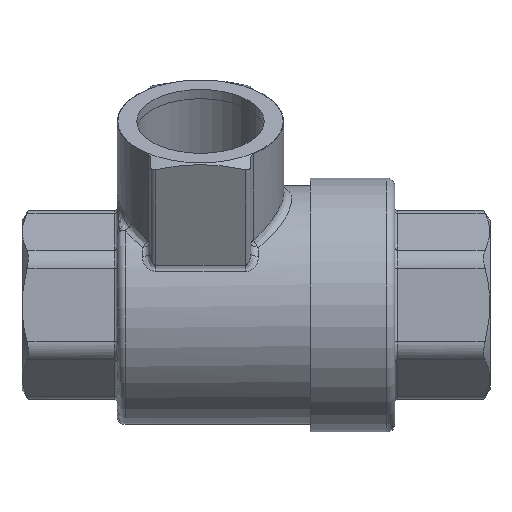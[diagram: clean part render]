
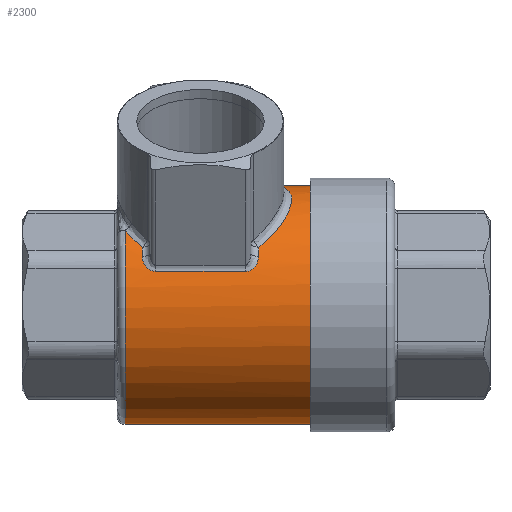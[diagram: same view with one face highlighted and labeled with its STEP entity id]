
A CAD part, left-side view. The second image highlights one B-rep face of the part: STEP entity #2300.
In plain terms, the highlighted cylindrical face has radius 22.6 mm (diameter 45.2 mm), a full revolution.
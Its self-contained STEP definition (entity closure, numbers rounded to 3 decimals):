
#85=LINE('',#3096,#153);
#86=LINE('',#3129,#154);
#153=VECTOR('',#2627,1000.);
#154=VECTOR('',#2634,1000.);
#221=B_SPLINE_CURVE_WITH_KNOTS('',3,(#3074,#3075,#3076,#3077,#3078,#3079,
#3080,#3081,#3082,#3083,#3084),.UNSPECIFIED.,.F.,.F.,(4,1,1,1,1,1,1,1,4),
(0.002,0.006,0.01,0.013,
0.017,0.019,0.021,0.025,
0.032),.UNSPECIFIED.);
#222=B_SPLINE_CURVE_WITH_KNOTS('',3,(#3089,#3090,#3091,#3092,#3093,#3094),
 .UNSPECIFIED.,.F.,.F.,(4,1,1,4),(0.,0.002,0.003,
0.004),.UNSPECIFIED.);
#223=B_SPLINE_CURVE_WITH_KNOTS('',3,(#3098,#3099,#3100,#3101,#3102,#3103),
 .UNSPECIFIED.,.F.,.F.,(4,1,1,4),(0.,0.001,0.002,
0.004),.UNSPECIFIED.);
#224=B_SPLINE_CURVE_WITH_KNOTS('',3,(#3107,#3108,#3109,#3110),
 .UNSPECIFIED.,.F.,.F.,(4,4),(0.002,0.007),
 .UNSPECIFIED.);
#225=B_SPLINE_CURVE_WITH_KNOTS('',3,(#3114,#3115,#3116,#3117),
 .UNSPECIFIED.,.F.,.F.,(4,4),(0.,0.005),.UNSPECIFIED.);
#226=B_SPLINE_CURVE_WITH_KNOTS('',3,(#3121,#3122,#3123,#3124,#3125,#3126,
#3127),.UNSPECIFIED.,.F.,.F.,(4,1,1,1,4),(0.,0.001,0.002,
0.003,0.005),.UNSPECIFIED.);
#227=B_SPLINE_CURVE_WITH_KNOTS('',3,(#3131,#3132,#3133,#3134,#3135,#3136),
 .UNSPECIFIED.,.F.,.F.,(4,1,1,4),(0.,0.001,0.002,
0.005),.UNSPECIFIED.);
#297=ORIENTED_EDGE('',*,*,#765,.T.);
#298=ORIENTED_EDGE('',*,*,#766,.T.);
#299=ORIENTED_EDGE('',*,*,#767,.T.);
#300=ORIENTED_EDGE('',*,*,#768,.T.);
#301=ORIENTED_EDGE('',*,*,#769,.T.);
#302=ORIENTED_EDGE('',*,*,#770,.T.);
#303=ORIENTED_EDGE('',*,*,#771,.T.);
#304=ORIENTED_EDGE('',*,*,#772,.T.);
#305=ORIENTED_EDGE('',*,*,#773,.T.);
#306=ORIENTED_EDGE('',*,*,#774,.T.);
#307=ORIENTED_EDGE('',*,*,#775,.T.);
#308=ORIENTED_EDGE('',*,*,#776,.T.);
#309=ORIENTED_EDGE('',*,*,#777,.T.);
#310=ORIENTED_EDGE('',*,*,#778,.T.);
#311=ORIENTED_EDGE('',*,*,#779,.T.);
#765=EDGE_CURVE('',#999,#1000,#221,.T.);
#766=EDGE_CURVE('',#1000,#1001,#1144,.F.);
#767=EDGE_CURVE('',#1001,#1002,#222,.T.);
#768=EDGE_CURVE('',#1002,#1003,#85,.F.);
#769=EDGE_CURVE('',#1003,#1004,#223,.T.);
#770=EDGE_CURVE('',#1004,#1005,#1145,.F.);
#771=EDGE_CURVE('',#1005,#1006,#224,.T.);
#772=EDGE_CURVE('',#1006,#1007,#1146,.F.);
#773=EDGE_CURVE('',#1007,#1008,#225,.T.);
#774=EDGE_CURVE('',#1008,#1009,#1147,.F.);
#775=EDGE_CURVE('',#1009,#1010,#226,.T.);
#776=EDGE_CURVE('',#1010,#1011,#86,.T.);
#777=EDGE_CURVE('',#1011,#1012,#227,.T.);
#778=EDGE_CURVE('',#1012,#999,#1148,.F.);
#779=EDGE_CURVE('',#1013,#1013,#1149,.T.);
#999=VERTEX_POINT('',#3085);
#1000=VERTEX_POINT('',#3086);
#1001=VERTEX_POINT('',#3088);
#1002=VERTEX_POINT('',#3095);
#1003=VERTEX_POINT('',#3097);
#1004=VERTEX_POINT('',#3104);
#1005=VERTEX_POINT('',#3106);
#1006=VERTEX_POINT('',#3111);
#1007=VERTEX_POINT('',#3113);
#1008=VERTEX_POINT('',#3118);
#1009=VERTEX_POINT('',#3120);
#1010=VERTEX_POINT('',#3128);
#1011=VERTEX_POINT('',#3130);
#1012=VERTEX_POINT('',#3137);
#1013=VERTEX_POINT('',#3140);
#1144=CIRCLE('',#2421,22.6);
#1145=CIRCLE('',#2422,22.6);
#1146=CIRCLE('',#2423,22.6);
#1147=CIRCLE('',#2424,22.6);
#1148=CIRCLE('',#2425,22.6);
#1149=CIRCLE('',#2426,22.6);
#1240=EDGE_LOOP('',(#297,#298,#299,#300,#301,#302,#303,#304,#305,#306,#307,
#308,#309,#310));
#1241=EDGE_LOOP('',(#311));
#1367=FACE_BOUND('',#1240,.T.);
#1368=FACE_BOUND('',#1241,.T.);
#1491=CYLINDRICAL_SURFACE('',#2420,22.6);
#2300=ADVANCED_FACE('',(#1367,#1368),#1491,.T.);
#2420=AXIS2_PLACEMENT_3D('',#3073,#2623,#2624);
#2421=AXIS2_PLACEMENT_3D('',#3087,#2625,#2626);
#2422=AXIS2_PLACEMENT_3D('',#3105,#2628,#2629);
#2423=AXIS2_PLACEMENT_3D('',#3112,#2630,#2631);
#2424=AXIS2_PLACEMENT_3D('',#3119,#2632,#2633);
#2425=AXIS2_PLACEMENT_3D('',#3138,#2635,#2636);
#2426=AXIS2_PLACEMENT_3D('',#3139,#2637,#2638);
#2623=DIRECTION('',(0.,-1.,0.));
#2624=DIRECTION('',(0.,0.,-1.));
#2625=DIRECTION('',(0.,1.,0.));
#2626=DIRECTION('',(-1.,0.,0.));
#2627=DIRECTION('',(0.,-1.,0.));
#2628=DIRECTION('',(0.,-1.,0.));
#2629=DIRECTION('',(0.,0.,-1.));
#2630=DIRECTION('',(0.,1.,0.));
#2631=DIRECTION('',(0.,0.,1.));
#2632=DIRECTION('',(0.,-1.,0.));
#2633=DIRECTION('',(0.,0.,-1.));
#2634=DIRECTION('',(0.,-1.,0.));
#2635=DIRECTION('',(0.,1.,0.));
#2636=DIRECTION('',(-1.,0.,0.));
#2637=DIRECTION('',(0.,1.,0.));
#2638=DIRECTION('',(1.,0.,0.));
#3073=CARTESIAN_POINT('',(0.,36.5,0.));
#3074=CARTESIAN_POINT('',(2.329,9.75,22.48));
#3075=CARTESIAN_POINT('',(1.463,8.842,22.569));
#3076=CARTESIAN_POINT('',(-0.398,7.194,22.664));
#3077=CARTESIAN_POINT('',(-3.613,5.19,22.394));
#3078=CARTESIAN_POINT('',(-7.038,3.853,21.582));
#3079=CARTESIAN_POINT('',(-9.966,3.428,20.351));
#3080=CARTESIAN_POINT('',(-12.113,3.56,19.11));
#3081=CARTESIAN_POINT('',(-14.164,4.003,17.687));
#3082=CARTESIAN_POINT('',(-17.234,5.532,14.929));
#3083=CARTESIAN_POINT('',(-18.967,7.894,12.404));
#3084=CARTESIAN_POINT('',(-19.78,9.75,10.932));
#3085=CARTESIAN_POINT('',(2.329,9.75,22.48));
#3086=CARTESIAN_POINT('',(-19.78,9.75,10.932));
#3087=CARTESIAN_POINT('',(0.,9.75,0.));
#3088=CARTESIAN_POINT('',(-20.639,9.75,9.208));
#3089=CARTESIAN_POINT('',(-20.639,9.75,9.208));
#3090=CARTESIAN_POINT('',(-20.937,9.75,8.54));
#3091=CARTESIAN_POINT('',(-21.321,10.09,7.537));
#3092=CARTESIAN_POINT('',(-21.632,11.162,6.553));
#3093=CARTESIAN_POINT('',(-21.692,11.882,6.342));
#3094=CARTESIAN_POINT('',(-21.692,12.25,6.342));
#3095=CARTESIAN_POINT('',(-21.692,12.25,6.342));
#3096=CARTESIAN_POINT('',(-21.692,36.5,6.342));
#3097=CARTESIAN_POINT('',(-21.692,29.25,6.342));
#3098=CARTESIAN_POINT('',(-21.692,29.25,6.342));
#3099=CARTESIAN_POINT('',(-21.692,29.617,6.342));
#3100=CARTESIAN_POINT('',(-21.632,30.333,6.551));
#3101=CARTESIAN_POINT('',(-21.323,31.406,7.529));
#3102=CARTESIAN_POINT('',(-20.937,31.75,8.54));
#3103=CARTESIAN_POINT('',(-20.639,31.75,9.208));
#3104=CARTESIAN_POINT('',(-20.639,31.75,9.208));
#3105=CARTESIAN_POINT('',(0.,31.75,0.));
#3106=CARTESIAN_POINT('',(-19.78,31.75,10.932));
#3107=CARTESIAN_POINT('',(-19.78,31.75,10.932));
#3108=CARTESIAN_POINT('',(-19.245,32.972,11.901));
#3109=CARTESIAN_POINT('',(-18.565,34.07,12.961));
#3110=CARTESIAN_POINT('',(-17.712,35.,14.038));
#3111=CARTESIAN_POINT('',(-17.712,35.,14.038));
#3112=CARTESIAN_POINT('',(0.,35.,0.));
#3113=CARTESIAN_POINT('',(-1.571,35.,22.545));
#3114=CARTESIAN_POINT('',(-1.571,35.,22.545));
#3115=CARTESIAN_POINT('',(-0.137,34.06,22.645));
#3116=CARTESIAN_POINT('',(1.163,32.973,22.601));
#3117=CARTESIAN_POINT('',(2.329,31.75,22.48));
#3118=CARTESIAN_POINT('',(2.329,31.75,22.48));
#3119=CARTESIAN_POINT('',(0.,31.75,0.));
#3120=CARTESIAN_POINT('',(4.359,31.75,22.176));
#3121=CARTESIAN_POINT('',(4.359,31.75,22.176));
#3122=CARTESIAN_POINT('',(4.736,31.75,22.102));
#3123=CARTESIAN_POINT('',(5.478,31.637,21.935));
#3124=CARTESIAN_POINT('',(6.487,31.171,21.657));
#3125=CARTESIAN_POINT('',(7.318,30.386,21.386));
#3126=CARTESIAN_POINT('',(7.576,29.637,21.292));
#3127=CARTESIAN_POINT('',(7.576,29.25,21.292));
#3128=CARTESIAN_POINT('',(7.576,29.25,21.292));
#3129=CARTESIAN_POINT('',(7.576,36.5,21.292));
#3130=CARTESIAN_POINT('',(7.576,12.25,21.292));
#3131=CARTESIAN_POINT('',(7.576,12.25,21.292));
#3132=CARTESIAN_POINT('',(7.576,11.863,21.292));
#3133=CARTESIAN_POINT('',(7.32,11.118,21.385));
#3134=CARTESIAN_POINT('',(6.215,10.072,21.746));
#3135=CARTESIAN_POINT('',(5.113,9.75,22.027));
#3136=CARTESIAN_POINT('',(4.359,9.75,22.176));
#3137=CARTESIAN_POINT('',(4.359,9.75,22.176));
#3138=CARTESIAN_POINT('',(0.,9.75,0.));
#3139=CARTESIAN_POINT('',(0.,0.,0.));
#3140=CARTESIAN_POINT('',(22.6,0.,0.));
